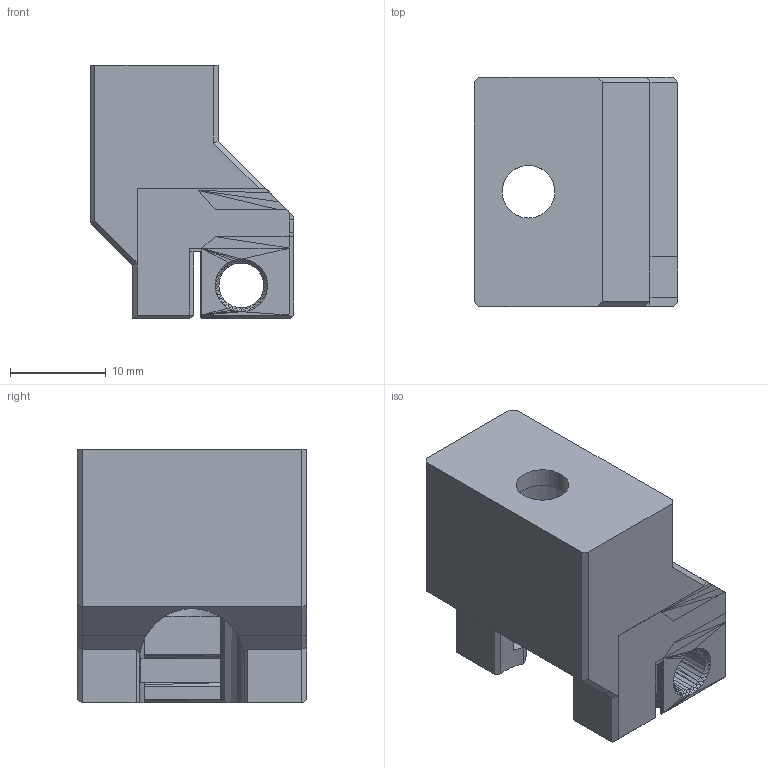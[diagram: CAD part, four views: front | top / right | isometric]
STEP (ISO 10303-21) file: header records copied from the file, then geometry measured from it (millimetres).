
FILE_DESCRIPTION(/* description */ (''),/* implementation_level */ '2;1');
FILE_NAME(/* name */ 'Hybrid caridge.step',/* time_stamp */ '2024-10-08T19:33:53+03:00',/* author */ (''),/* organization */ (''),/* preprocessor_version */ 'ST-DEVELOPER v20',/* originating_system */ 'Autodesk Translation Framework v13.20.0.188',/* authorisation */ '');
FILE_SCHEMA (('AUTOMOTIVE_DESIGN { 1 0 10303 214 3 1 1 }'));
Length unit declared in the file: millimetre
Products named in the file (1): Hybrid caridge left
Bounding box: 21.32 x 24 x 26.55 mm (x, y, z)
Volume: 6864.6 mm3; surface area: 3964.4 mm2
Topology: 1 solids, 1 shells, 808 faces, 1594 edges, 786 vertices
Faces by surface type: plane 802, bspline 4, cylinder 2
Full cylindrical faces by diameter (mm): 5.5 x1, 11 x1
Entity records: 19332 total; most frequent: CARTESIAN_POINT 3297, DIRECTION 3206, ORIENTED_EDGE 3188, EDGE_CURVE 1594, LINE 1568, VECTOR 1568, AXIS2_PLACEMENT_3D 819, EDGE_LOOP 810
